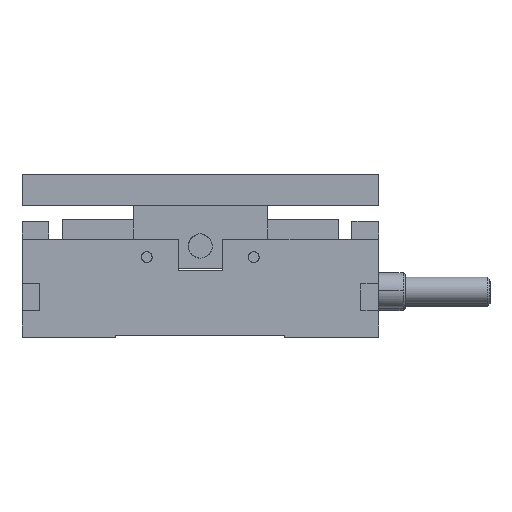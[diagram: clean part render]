
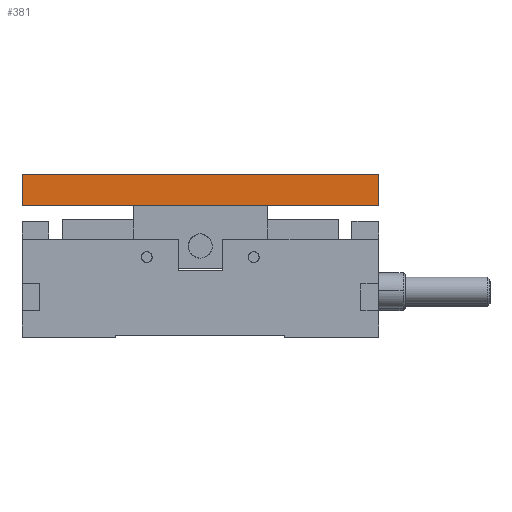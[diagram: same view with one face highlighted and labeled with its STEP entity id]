
A CAD part, left-side view. The second image highlights one B-rep face of the part: STEP entity #381.
In plain terms, the highlighted free-form (B-spline) face has degree [1, 1] with [2, 2] control points.
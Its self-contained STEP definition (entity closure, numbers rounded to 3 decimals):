
#381=ADVANCED_FACE('',(#914),#20298,.T.);
#914=FACE_OUTER_BOUND('',#1456,.T.);
#1456=EDGE_LOOP('',(#2547,#2548,#2549,#2550));
#2547=ORIENTED_EDGE('',*,*,#14520,.T.);
#2548=ORIENTED_EDGE('',*,*,#14521,.T.);
#2549=ORIENTED_EDGE('',*,*,#14522,.T.);
#2550=ORIENTED_EDGE('',*,*,#14523,.T.);
#6883=PCURVE('',#20298,#9998);
#6884=PCURVE('',#20298,#9999);
#6885=PCURVE('',#20298,#10000);
#6886=PCURVE('',#20298,#10001);
#6890=PCURVE('',#20299,#10005);
#6902=PCURVE('',#20301,#10017);
#6906=PCURVE('',#20302,#10021);
#6986=PCURVE('',#20303,#10101);
#9998=DEFINITIONAL_REPRESENTATION('',(#16357),#42026);
#9999=DEFINITIONAL_REPRESENTATION('',(#16359),#42026);
#10000=DEFINITIONAL_REPRESENTATION('',(#16361),#42026);
#10001=DEFINITIONAL_REPRESENTATION('',(#16363),#42026);
#10005=DEFINITIONAL_REPRESENTATION('',(#16370),#42026);
#10017=DEFINITIONAL_REPRESENTATION('',(#16380),#42026);
#10021=DEFINITIONAL_REPRESENTATION('',(#16385),#42026);
#10101=DEFINITIONAL_REPRESENTATION('',(#16391),#42026);
#12954=SURFACE_CURVE('',#16356,(#6883,#6986),.PCURVE_S1.);
#12955=SURFACE_CURVE('',#16358,(#6884,#6890),.PCURVE_S1.);
#12956=SURFACE_CURVE('',#16360,(#6885,#6906),.PCURVE_S1.);
#12957=SURFACE_CURVE('',#16362,(#6886,#6902),.PCURVE_S1.);
#14520=EDGE_CURVE('',#19441,#19442,#12954,.T.);
#14521=EDGE_CURVE('',#19442,#19443,#12955,.T.);
#14522=EDGE_CURVE('',#19443,#19444,#12956,.T.);
#14523=EDGE_CURVE('',#19444,#19441,#12957,.T.);
#16356=B_SPLINE_CURVE_WITH_KNOTS('',1,(#25585,#25586),.UNSPECIFIED.,.F.,
 .F.,(2,2),(0.,80.),.UNSPECIFIED.);
#16357=B_SPLINE_CURVE_WITH_KNOTS('',1,(#25587,#25588),.UNSPECIFIED.,.F.,
 .F.,(2,2),(0.,80.),.UNSPECIFIED.);
#16358=B_SPLINE_CURVE_WITH_KNOTS('',1,(#25589,#25590),.UNSPECIFIED.,.F.,
 .F.,(2,2),(-7.,0.),.UNSPECIFIED.);
#16359=B_SPLINE_CURVE_WITH_KNOTS('',1,(#25591,#25592),.UNSPECIFIED.,.F.,
 .F.,(2,2),(-7.,0.),.UNSPECIFIED.);
#16360=B_SPLINE_CURVE_WITH_KNOTS('',1,(#25593,#25594),.UNSPECIFIED.,.F.,
 .F.,(2,2),(0.,80.),.UNSPECIFIED.);
#16361=B_SPLINE_CURVE_WITH_KNOTS('',1,(#25595,#25596),.UNSPECIFIED.,.F.,
 .F.,(2,2),(0.,80.),.UNSPECIFIED.);
#16362=B_SPLINE_CURVE_WITH_KNOTS('',1,(#25597,#25598),.UNSPECIFIED.,.F.,
 .F.,(2,2),(0.,7.),.UNSPECIFIED.);
#16363=B_SPLINE_CURVE_WITH_KNOTS('',1,(#25599,#25600),.UNSPECIFIED.,.F.,
 .F.,(2,2),(0.,7.),.UNSPECIFIED.);
#16370=B_SPLINE_CURVE_WITH_KNOTS('',1,(#25613,#25614),.UNSPECIFIED.,.F.,
 .F.,(2,2),(-7.,0.),.UNSPECIFIED.);
#16380=B_SPLINE_CURVE_WITH_KNOTS('',1,(#25655,#25656),.UNSPECIFIED.,.F.,
 .F.,(2,2),(0.,7.),.UNSPECIFIED.);
#16385=B_SPLINE_CURVE_WITH_KNOTS('',1,(#25665,#25666),.UNSPECIFIED.,.F.,
 .F.,(2,2),(0.,80.),.UNSPECIFIED.);
#16391=B_SPLINE_CURVE_WITH_KNOTS('',1,(#26047,#26048),.UNSPECIFIED.,.F.,
 .F.,(2,2),(0.,80.),.UNSPECIFIED.);
#19441=VERTEX_POINT('',#22911);
#19442=VERTEX_POINT('',#22912);
#19443=VERTEX_POINT('',#22913);
#19444=VERTEX_POINT('',#22914);
#20298=B_SPLINE_SURFACE_WITH_KNOTS('',1,1,((#22665,#22666),(#22667,#22668)),
 .UNSPECIFIED.,.F.,.F.,.F.,(2,2),(2,2),(-7.82,0.82),
(-88.12,8.12),.UNSPECIFIED.);
#20299=B_SPLINE_SURFACE_WITH_KNOTS('',1,1,((#22669,#22670),(#22671,#22672)),
 .UNSPECIFIED.,.F.,.F.,.F.,(2,2),(2,2),(-0.82,7.82),
(-12.12,132.12),.UNSPECIFIED.);
#20301=B_SPLINE_SURFACE_WITH_KNOTS('',1,1,((#22677,#22678),(#22679,#22680)),
 .UNSPECIFIED.,.F.,.F.,.F.,(2,2),(2,2),(-7.82,0.82),
(-132.12,12.12),.UNSPECIFIED.);
#20302=B_SPLINE_SURFACE_WITH_KNOTS('',1,1,((#22681,#22682),(#22683,#22684)),
 .UNSPECIFIED.,.F.,.F.,.F.,(2,2),(2,2),(-72.12,72.12),(-48.12,48.12),
 .UNSPECIFIED.);
#20303=B_SPLINE_SURFACE_WITH_KNOTS('',1,1,((#22685,#22686),(#22687,#22688)),
 .UNSPECIFIED.,.F.,.F.,.F.,(2,2),(2,2),(-48.12,48.12),(-72.12,72.12),
 .UNSPECIFIED.);
#22665=CARTESIAN_POINT('',(-59.693,-48.109,29.572));
#22666=CARTESIAN_POINT('',(-59.693,48.131,29.572));
#22667=CARTESIAN_POINT('',(-59.693,-48.109,38.212));
#22668=CARTESIAN_POINT('',(-59.693,48.131,38.212));
#22669=CARTESIAN_POINT('',(-71.813,-39.989,38.212));
#22670=CARTESIAN_POINT('',(72.427,-39.989,38.212));
#22671=CARTESIAN_POINT('',(-71.813,-39.989,29.572));
#22672=CARTESIAN_POINT('',(72.427,-39.989,29.572));
#22677=CARTESIAN_POINT('',(-71.813,40.011,29.572));
#22678=CARTESIAN_POINT('',(72.427,40.011,29.572));
#22679=CARTESIAN_POINT('',(-71.813,40.011,38.212));
#22680=CARTESIAN_POINT('',(72.427,40.011,38.212));
#22681=CARTESIAN_POINT('',(-71.813,-48.109,37.392));
#22682=CARTESIAN_POINT('',(-71.813,48.131,37.392));
#22683=CARTESIAN_POINT('',(72.427,-48.109,37.392));
#22684=CARTESIAN_POINT('',(72.427,48.131,37.392));
#22685=CARTESIAN_POINT('',(-71.813,-48.109,30.392));
#22686=CARTESIAN_POINT('',(72.427,-48.109,30.392));
#22687=CARTESIAN_POINT('',(-71.813,48.131,30.392));
#22688=CARTESIAN_POINT('',(72.427,48.131,30.392));
#22911=CARTESIAN_POINT('',(-59.693,40.011,30.392));
#22912=CARTESIAN_POINT('',(-59.693,-39.989,30.392));
#22913=CARTESIAN_POINT('',(-59.693,-39.989,37.392));
#22914=CARTESIAN_POINT('',(-59.693,40.011,37.392));
#25585=CARTESIAN_POINT('',(-59.693,40.011,30.392));
#25586=CARTESIAN_POINT('',(-59.693,-39.989,30.392));
#25587=CARTESIAN_POINT('',(-7.,0.));
#25588=CARTESIAN_POINT('',(-7.,-80.));
#25589=CARTESIAN_POINT('',(-59.693,-39.989,30.392));
#25590=CARTESIAN_POINT('',(-59.693,-39.989,37.392));
#25591=CARTESIAN_POINT('',(-7.,-80.));
#25592=CARTESIAN_POINT('',(0.,-80.));
#25593=CARTESIAN_POINT('',(-59.693,-39.989,37.392));
#25594=CARTESIAN_POINT('',(-59.693,40.011,37.392));
#25595=CARTESIAN_POINT('',(0.,-80.));
#25596=CARTESIAN_POINT('',(0.,0.));
#25597=CARTESIAN_POINT('',(-59.693,40.011,37.392));
#25598=CARTESIAN_POINT('',(-59.693,40.011,30.392));
#25599=CARTESIAN_POINT('',(0.,0.));
#25600=CARTESIAN_POINT('',(-7.,0.));
#25613=CARTESIAN_POINT('',(7.,0.));
#25614=CARTESIAN_POINT('',(0.,0.));
#25655=CARTESIAN_POINT('',(0.,-120.));
#25656=CARTESIAN_POINT('',(-7.,-120.));
#25665=CARTESIAN_POINT('',(-60.,-40.));
#25666=CARTESIAN_POINT('',(-60.,40.));
#26047=CARTESIAN_POINT('',(40.,-60.));
#26048=CARTESIAN_POINT('',(-40.,-60.));
#42026=(
GEOMETRIC_REPRESENTATION_CONTEXT(2)
PARAMETRIC_REPRESENTATION_CONTEXT()
REPRESENTATION_CONTEXT('pspace','')
);
